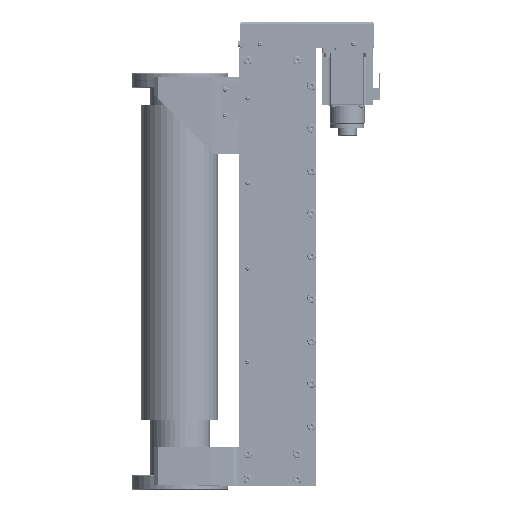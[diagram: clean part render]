
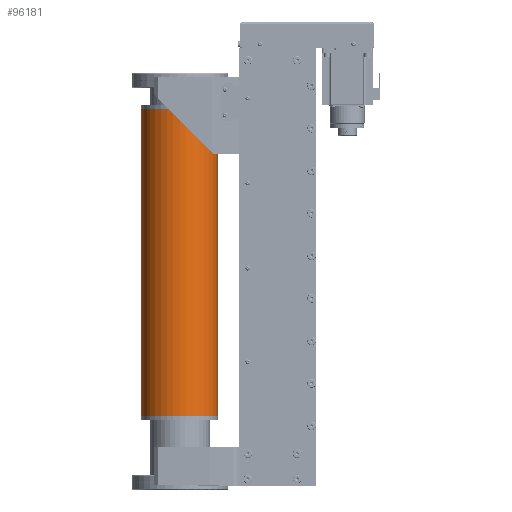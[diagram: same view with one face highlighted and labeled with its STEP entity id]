
A CAD part, top view. The second image highlights one B-rep face of the part: STEP entity #96181.
In plain terms, the highlighted cylindrical face has radius 45 mm (diameter 90 mm), a partial arc.
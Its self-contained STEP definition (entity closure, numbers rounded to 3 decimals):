
#13712 = VERTEX_POINT ( 'NONE', #188612 ) ;
#18906 = CARTESIAN_POINT ( 'NONE',  ( 0., 81.9, 0. ) ) ;
#28415 = CARTESIAN_POINT ( 'NONE',  ( 45., 81.9, 0. ) ) ;
#35613 = VERTEX_POINT ( 'NONE', #28415 ) ;
#39245 = VERTEX_POINT ( 'NONE', #110261 ) ;
#43071 = LINE ( 'NONE', #219391, #93147 ) ;
#51898 = AXIS2_PLACEMENT_3D ( 'NONE', #207394, #80309, #228773 ) ;
#59567 = CARTESIAN_POINT ( 'NONE',  ( -45., 81.9, 0. ) ) ;
#65033 = CYLINDRICAL_SURFACE ( 'NONE', #129037, 45. ) ;
#68635 = ORIENTED_EDGE ( 'NONE', *, *, #100464, .F. ) ;
#77419 = CARTESIAN_POINT ( 'NONE',  ( 0., 442.9, 0. ) ) ;
#80309 = DIRECTION ( 'NONE',  ( 0., -1., 0. ) ) ;
#91507 = EDGE_CURVE ( 'NONE', #13712, #158228, #130500, .T. ) ;
#91783 = FACE_OUTER_BOUND ( 'NONE', #135273, .T. ) ;
#92412 = DIRECTION ( 'NONE',  ( 0., 1., 0. ) ) ;
#92436 = ORIENTED_EDGE ( 'NONE', *, *, #137929, .T. ) ;
#93147 = VECTOR ( 'NONE', #92412, 1000. ) ;
#96181 = ADVANCED_FACE ( 'NONE', ( #91783 ), #65033, .T. ) ;
#98945 = DIRECTION ( 'NONE',  ( -1., 0., 0. ) ) ;
#100464 = EDGE_CURVE ( 'NONE', #35613, #39245, #232775, .T. ) ;
#103790 = DIRECTION ( 'NONE',  ( 0., 1., 0. ) ) ;
#110261 = CARTESIAN_POINT ( 'NONE',  ( -45., 81.9, 0. ) ) ;
#114738 = AXIS2_PLACEMENT_3D ( 'NONE', #77419, #225875, #98945 ) ;
#129037 = AXIS2_PLACEMENT_3D ( 'NONE', #18906, #103790, #147453 ) ;
#130500 = CIRCLE ( 'NONE', #114738, 45. ) ;
#135273 = EDGE_LOOP ( 'NONE', ( #148205, #68635, #92436, #210981 ) ) ;
#137929 = EDGE_CURVE ( 'NONE', #35613, #13712, #43071, .T. ) ;
#147453 = DIRECTION ( 'NONE',  ( 1., 0., 0. ) ) ;
#148205 = ORIENTED_EDGE ( 'NONE', *, *, #246161, .F. ) ;
#155954 = LINE ( 'NONE', #59567, #261947 ) ;
#158228 = VERTEX_POINT ( 'NONE', #236266 ) ;
#188612 = CARTESIAN_POINT ( 'NONE',  ( 45., 442.9, 0. ) ) ;
#207085 = DIRECTION ( 'NONE',  ( 0., 1., 0. ) ) ;
#207394 = CARTESIAN_POINT ( 'NONE',  ( 0., 81.9, 0. ) ) ;
#210981 = ORIENTED_EDGE ( 'NONE', *, *, #91507, .T. ) ;
#219391 = CARTESIAN_POINT ( 'NONE',  ( 45., 81.9, 0. ) ) ;
#225875 = DIRECTION ( 'NONE',  ( 0., -1., 0. ) ) ;
#228773 = DIRECTION ( 'NONE',  ( -1., 0., 0. ) ) ;
#232775 = CIRCLE ( 'NONE', #51898, 45. ) ;
#236266 = CARTESIAN_POINT ( 'NONE',  ( -45., 442.9, 0. ) ) ;
#246161 = EDGE_CURVE ( 'NONE', #39245, #158228, #155954, .T. ) ;
#261947 = VECTOR ( 'NONE', #207085, 1000. ) ;
